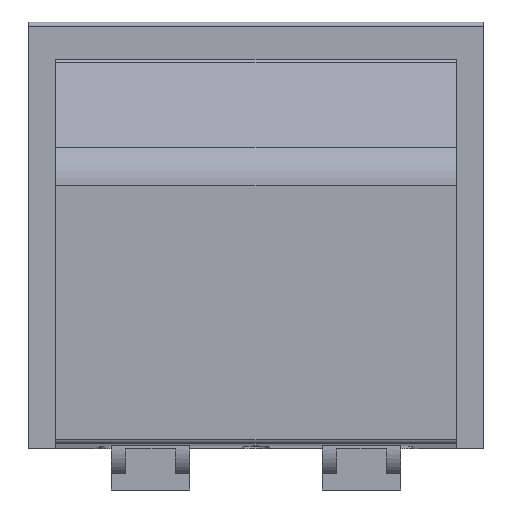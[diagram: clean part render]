
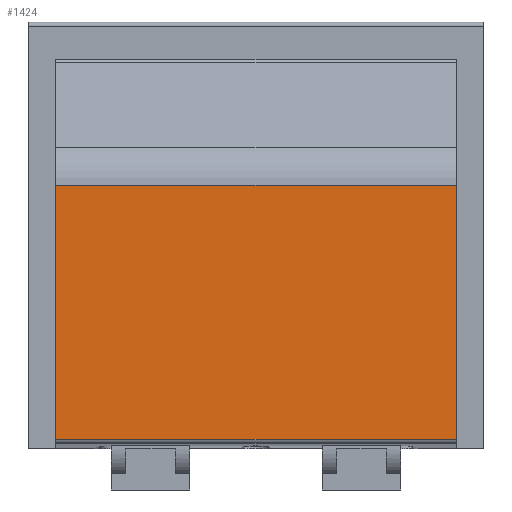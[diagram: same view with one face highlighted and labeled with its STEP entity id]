
A CAD part, front view. The second image highlights one B-rep face of the part: STEP entity #1424.
In plain terms, the highlighted planar face has unit normal (0, -1, 0).
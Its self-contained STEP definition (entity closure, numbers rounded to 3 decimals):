
#108=FACE_OUTER_BOUND('',#187,.T.);
#187=EDGE_LOOP('',(#1032,#1033,#1034,#1035));
#329=LINE('',#2239,#489);
#330=LINE('',#2243,#490);
#331=LINE('',#2245,#491);
#332=LINE('',#2246,#492);
#489=VECTOR('',#1770,1000.);
#490=VECTOR('',#1775,1000.);
#491=VECTOR('',#1776,1000.);
#492=VECTOR('',#1777,1000.);
#652=VERTEX_POINT('',#2236);
#653=VERTEX_POINT('',#2238);
#654=VERTEX_POINT('',#2242);
#655=VERTEX_POINT('',#2244);
#806=EDGE_CURVE('',#653,#652,#329,.T.);
#808=EDGE_CURVE('',#652,#654,#330,.T.);
#809=EDGE_CURVE('',#655,#654,#331,.T.);
#810=EDGE_CURVE('',#653,#655,#332,.T.);
#1032=ORIENTED_EDGE('',*,*,#806,.T.);
#1033=ORIENTED_EDGE('',*,*,#808,.T.);
#1034=ORIENTED_EDGE('',*,*,#809,.F.);
#1035=ORIENTED_EDGE('',*,*,#810,.F.);
#1365=PLANE('',#1537);
#1424=ADVANCED_FACE('',(#108),#1365,.F.);
#1537=AXIS2_PLACEMENT_3D('',#2241,#1773,#1774);
#1770=DIRECTION('',(-1.,0.,0.));
#1773=DIRECTION('center_axis',(0.,1.,0.));
#1774=DIRECTION('ref_axis',(0.,0.,1.));
#1775=DIRECTION('',(0.,0.,-1.));
#1776=DIRECTION('',(-1.,0.,0.));
#1777=DIRECTION('',(0.,0.,-1.));
#2236=CARTESIAN_POINT('',(-48.35,-39.6,63.617));
#2238=CARTESIAN_POINT('',(48.35,-39.6,63.617));
#2239=CARTESIAN_POINT('',(55.,-39.6,63.617));
#2241=CARTESIAN_POINT('Origin',(55.,-39.6,63.617));
#2242=CARTESIAN_POINT('',(-48.35,-39.6,2.314));
#2243=CARTESIAN_POINT('',(-48.35,-39.6,63.617));
#2244=CARTESIAN_POINT('',(48.35,-39.6,2.314));
#2245=CARTESIAN_POINT('',(55.,-39.6,2.314));
#2246=CARTESIAN_POINT('',(48.35,-39.6,63.617));
